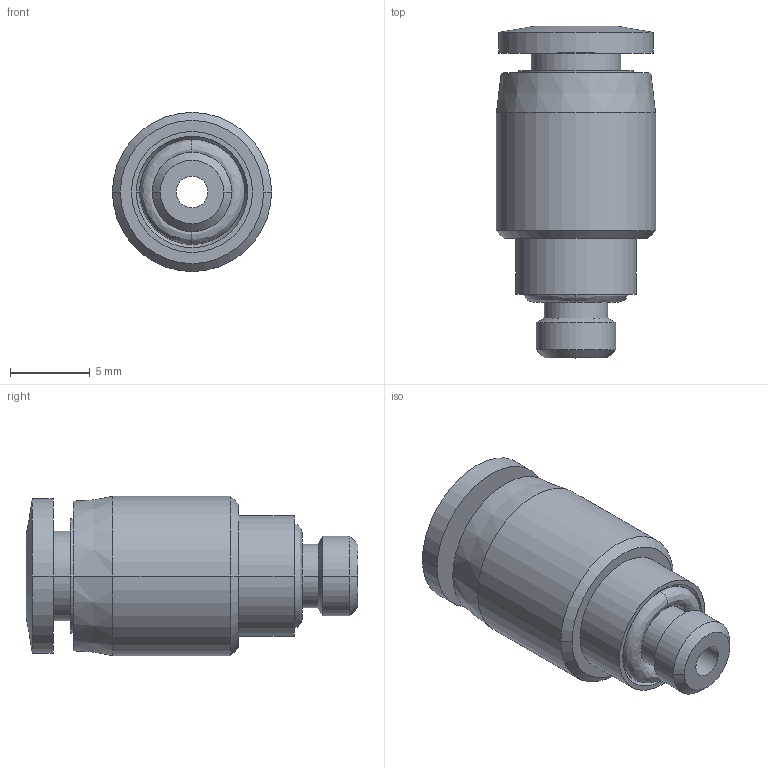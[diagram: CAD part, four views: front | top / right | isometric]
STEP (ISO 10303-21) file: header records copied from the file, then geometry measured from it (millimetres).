
FILE_DESCRIPTION (( 'STEP AP214' ), '1' );
FILE_NAME ('MSR4M-M5.step', '2016-02-24T20:45:17', ( '' ), ( '' ), 'SwSTEP 2.0', 'SolidWorks 2015', '' );
FILE_SCHEMA (( 'AUTOMOTIVE_DESIGN' ));
Length unit declared in the file: inch
Products named in the file (1): MSR4M-M5
Bounding box: 10 x 20.85 x 10 mm (x, y, z)
Volume: 944.4 mm3; surface area: 1089.2 mm2
Topology: 2 solids, 2 shells, 50 faces, 102 edges, 62 vertices
Faces by surface type: cylinder 20, cone 12, plane 10, bspline 8
Entity records: 1616 total; most frequent: CARTESIAN_POINT 484, DIRECTION 250, ORIENTED_EDGE 204, AXIS2_PLACEMENT_3D 109, EDGE_CURVE 102, CIRCLE 66, VERTEX_POINT 62, EDGE_LOOP 60
